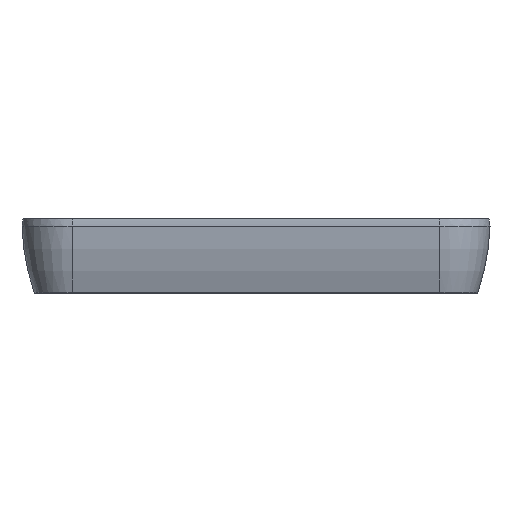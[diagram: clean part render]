
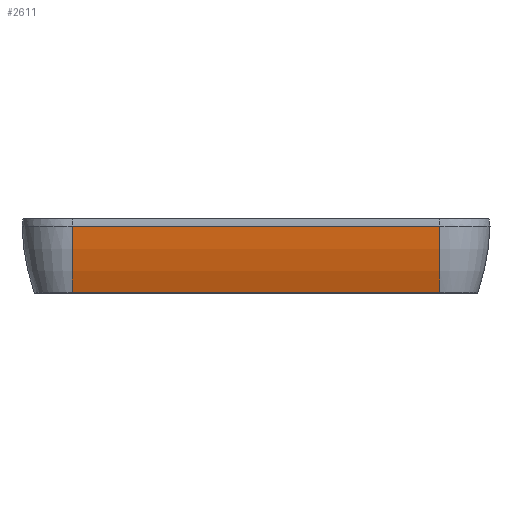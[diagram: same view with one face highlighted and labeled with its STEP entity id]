
A CAD part, left-side view. The second image highlights one B-rep face of the part: STEP entity #2611.
In plain terms, the highlighted cylindrical face has radius 25 mm (diameter 50 mm), a partial arc.
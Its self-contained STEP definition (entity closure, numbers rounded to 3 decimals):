
#374 = VERTEX_POINT ( 'NONE', #3076 ) ;
#397 = DIRECTION ( 'NONE',  ( 0., 1., 0. ) ) ;
#398 = CIRCLE ( 'NONE', #2208, 25. ) ;
#410 = VERTEX_POINT ( 'NONE', #4404 ) ;
#429 = ORIENTED_EDGE ( 'NONE', *, *, #4015, .T. ) ;
#473 = EDGE_LOOP ( 'NONE', ( #1465, #2389, #3478, #429 ) ) ;
#1043 = LINE ( 'NONE', #2608, #3460 ) ;
#1049 = CARTESIAN_POINT ( 'NONE',  ( -59.756, -21.815, 0.546 ) ) ;
#1146 = CARTESIAN_POINT ( 'NONE',  ( -59.756, 21.815, 0.546 ) ) ;
#1353 = CARTESIAN_POINT ( 'NONE',  ( -83.298, -21.815, -7.867 ) ) ;
#1407 = DIRECTION ( 'NONE',  ( 0., 0., 1. ) ) ;
#1465 = ORIENTED_EDGE ( 'NONE', *, *, #2478, .T. ) ;
#1706 = FACE_OUTER_BOUND ( 'NONE', #473, .T. ) ;
#1775 = DIRECTION ( 'NONE',  ( 0., 1., 0. ) ) ;
#1893 = DIRECTION ( 'NONE',  ( 0., 0., 1. ) ) ;
#2207 = DIRECTION ( 'NONE',  ( 0., -1., 0. ) ) ;
#2208 = AXIS2_PLACEMENT_3D ( 'NONE', #1146, #2207, #1893 ) ;
#2244 = VERTEX_POINT ( 'NONE', #4145 ) ;
#2294 = VERTEX_POINT ( 'NONE', #3219 ) ;
#2389 = ORIENTED_EDGE ( 'NONE', *, *, #3409, .T. ) ;
#2423 = CIRCLE ( 'NONE', #3316, 25. ) ;
#2438 = VECTOR ( 'NONE', #3091, 1000. ) ;
#2478 = EDGE_CURVE ( 'NONE', #374, #2294, #1043, .T. ) ;
#2608 = CARTESIAN_POINT ( 'NONE',  ( -84.75, -21.815, -0.01 ) ) ;
#2611 = ADVANCED_FACE ( 'NONE', ( #1706 ), #3697, .T. ) ;
#3076 = CARTESIAN_POINT ( 'NONE',  ( -84.75, -21.815, -0.01 ) ) ;
#3091 = DIRECTION ( 'NONE',  ( 0., -1., 0. ) ) ;
#3219 = CARTESIAN_POINT ( 'NONE',  ( -84.75, 21.815, -0.01 ) ) ;
#3250 = EDGE_CURVE ( 'NONE', #2244, #410, #4033, .T. ) ;
#3316 = AXIS2_PLACEMENT_3D ( 'NONE', #1049, #1775, #1407 ) ;
#3335 = DIRECTION ( 'NONE',  ( 0., 0., 1. ) ) ;
#3409 = EDGE_CURVE ( 'NONE', #2294, #2244, #398, .T. ) ;
#3460 = VECTOR ( 'NONE', #4406, 1000. ) ;
#3478 = ORIENTED_EDGE ( 'NONE', *, *, #3250, .T. ) ;
#3697 = CYLINDRICAL_SURFACE ( 'NONE', #4242, 25. ) ;
#3801 = CARTESIAN_POINT ( 'NONE',  ( -59.756, -21.815, 0.546 ) ) ;
#4015 = EDGE_CURVE ( 'NONE', #410, #374, #2423, .T. ) ;
#4033 = LINE ( 'NONE', #1353, #2438 ) ;
#4145 = CARTESIAN_POINT ( 'NONE',  ( -83.298, 21.815, -7.867 ) ) ;
#4242 = AXIS2_PLACEMENT_3D ( 'NONE', #3801, #397, #3335 ) ;
#4404 = CARTESIAN_POINT ( 'NONE',  ( -83.298, -21.815, -7.867 ) ) ;
#4406 = DIRECTION ( 'NONE',  ( 0., 1., 0. ) ) ;
